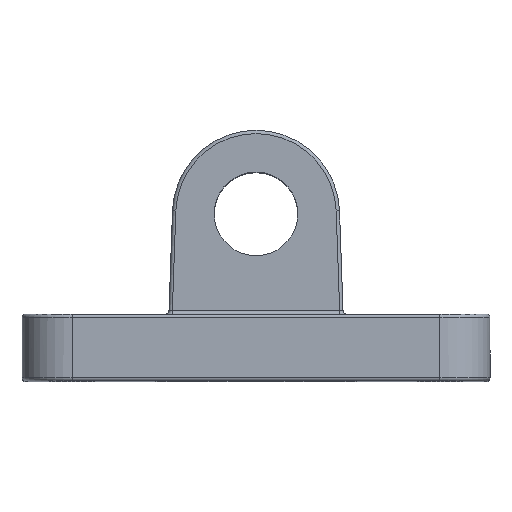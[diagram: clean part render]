
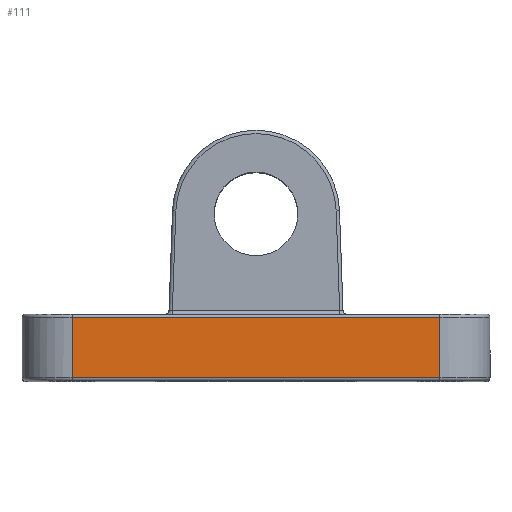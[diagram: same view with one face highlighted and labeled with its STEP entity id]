
A CAD part, top view. The second image highlights one B-rep face of the part: STEP entity #111.
In plain terms, the highlighted planar face has unit normal (0, 0, 1).
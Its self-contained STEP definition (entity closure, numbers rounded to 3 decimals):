
#99 = VECTOR ( 'NONE', #794, 1000. ) ;
#102 = LINE ( 'NONE', #920, #99 ) ;
#111 = ADVANCED_FACE ( 'NONE', ( #1768 ), #2066, .F. ) ;
#237 = ORIENTED_EDGE ( 'NONE', *, *, #2774, .F. ) ;
#794 = DIRECTION ( 'NONE',  ( 1., 0., 0. ) ) ;
#920 = CARTESIAN_POINT ( 'NONE',  ( -55., 1., 70. ) ) ;
#1412 = ORIENTED_EDGE ( 'NONE', *, *, #1433, .T. ) ;
#1433 = EDGE_CURVE ( 'NONE', #2561, #3307, #102, .T. ) ;
#1731 = CARTESIAN_POINT ( 'NONE',  ( 55., 19., 70. ) ) ;
#1757 = CARTESIAN_POINT ( 'NONE',  ( 55., 20., 70. ) ) ;
#1765 = DIRECTION ( 'NONE',  ( 0., -1., 0. ) ) ;
#1768 = FACE_OUTER_BOUND ( 'NONE', #2596, .T. ) ;
#2000 = EDGE_CURVE ( 'NONE', #3266, #2561, #3206, .T. ) ;
#2023 = DIRECTION ( 'NONE',  ( 0., 0., -1. ) ) ;
#2066 = PLANE ( 'NONE',  #2419 ) ;
#2067 = DIRECTION ( 'NONE',  ( -1., 0., 0. ) ) ;
#2099 = VERTEX_POINT ( 'NONE', #1731 ) ;
#2138 = VECTOR ( 'NONE', #2923, 1000. ) ;
#2173 = LINE ( 'NONE', #2951, #2138 ) ;
#2262 = DIRECTION ( 'NONE',  ( 0., -1., 0. ) ) ;
#2419 = AXIS2_PLACEMENT_3D ( 'NONE', #2618, #2023, #2067 ) ;
#2506 = CARTESIAN_POINT ( 'NONE',  ( -55., 20., 70. ) ) ;
#2561 = VERTEX_POINT ( 'NONE', #2863 ) ;
#2596 = EDGE_LOOP ( 'NONE', ( #237, #2902, #3797, #1412 ) ) ;
#2618 = CARTESIAN_POINT ( 'NONE',  ( -55., 20., 70. ) ) ;
#2628 = VECTOR ( 'NONE', #1765, 1000. ) ;
#2668 = LINE ( 'NONE', #1757, #2628 ) ;
#2774 = EDGE_CURVE ( 'NONE', #2099, #3307, #2668, .T. ) ;
#2798 = CARTESIAN_POINT ( 'NONE',  ( 55., 1., 70. ) ) ;
#2863 = CARTESIAN_POINT ( 'NONE',  ( -55., 1., 70. ) ) ;
#2902 = ORIENTED_EDGE ( 'NONE', *, *, #3286, .T. ) ;
#2923 = DIRECTION ( 'NONE',  ( -1., 0., 0. ) ) ;
#2951 = CARTESIAN_POINT ( 'NONE',  ( -55., 19., 70. ) ) ;
#3196 = VECTOR ( 'NONE', #2262, 1000. ) ;
#3206 = LINE ( 'NONE', #2506, #3196 ) ;
#3266 = VERTEX_POINT ( 'NONE', #3327 ) ;
#3286 = EDGE_CURVE ( 'NONE', #2099, #3266, #2173, .T. ) ;
#3307 = VERTEX_POINT ( 'NONE', #2798 ) ;
#3327 = CARTESIAN_POINT ( 'NONE',  ( -55., 19., 70. ) ) ;
#3797 = ORIENTED_EDGE ( 'NONE', *, *, #2000, .T. ) ;
